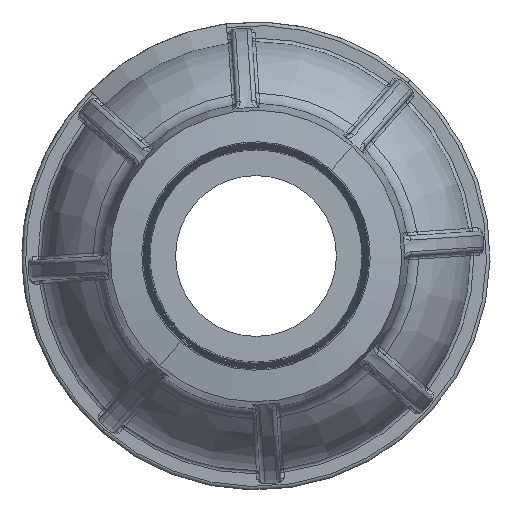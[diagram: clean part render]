
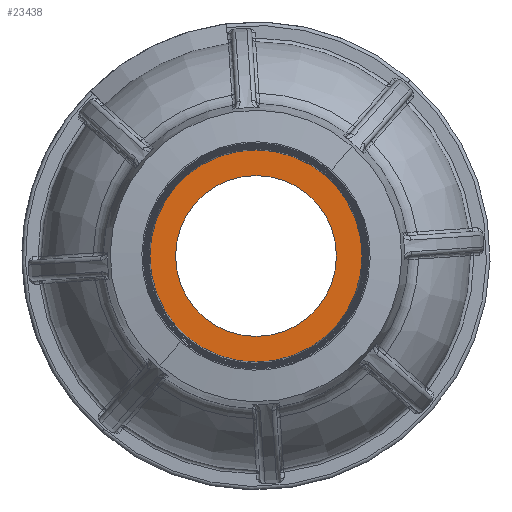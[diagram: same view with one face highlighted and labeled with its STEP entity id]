
A CAD part, left-side view. The second image highlights one B-rep face of the part: STEP entity #23438.
In plain terms, the highlighted planar face has unit normal (1, 0, 0).
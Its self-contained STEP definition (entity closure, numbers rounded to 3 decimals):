
#8949 = PLANE ( 'NONE',  #44622 ) ;
#8950 = CARTESIAN_POINT ( 'NONE',  ( 0., -123.578, 0. ) ) ;
#8951 = DIRECTION ( 'NONE',  ( -1., 0., 0. ) ) ;
#8952 = DIRECTION ( 'NONE',  ( 0., 0., -1. ) ) ;
#13791 = ORIENTED_EDGE ( 'NONE', *, *, #49700, .F. ) ;
#13792 = ORIENTED_EDGE ( 'NONE', *, *, #22140, .F. ) ;
#13793 = ORIENTED_EDGE ( 'NONE', *, *, #16936, .T. ) ;
#13794 = ORIENTED_EDGE ( 'NONE', *, *, #49415, .T. ) ;
#16672 = FACE_OUTER_BOUND ( 'NONE', #35970, .T. ) ;
#16673 = FACE_BOUND ( 'NONE', #35971, .T. ) ;
#16936 = EDGE_CURVE ( 'NONE', #48219, #48218, #26535, .T. ) ;
#22140 = EDGE_CURVE ( 'NONE', #47935, #47936, #44577, .T. ) ;
#23438 = ADVANCED_FACE ( 'NONE', ( #16672, #16673 ), #8949, .F. ) ;
#26534 = AXIS2_PLACEMENT_3D ( 'NONE', #38174, #38175, #38176 ) ;
#26535 = CIRCLE ( 'NONE', #26534, 9. ) ;
#27179 = CIRCLE ( 'NONE', #27183, 9. ) ;
#27183 = AXIS2_PLACEMENT_3D ( 'NONE', #32000, #32001, #32002 ) ;
#27333 = CIRCLE ( 'NONE', #27335, 11.875 ) ;
#27335 = AXIS2_PLACEMENT_3D ( 'NONE', #36776, #36777, #36778 ) ;
#29442 = CARTESIAN_POINT ( 'NONE',  ( 0., -111.703, 11.875 ) ) ;
#29443 = CARTESIAN_POINT ( 'NONE',  ( 0., -111.703, -11.875 ) ) ;
#29649 = CARTESIAN_POINT ( 'NONE',  ( 0., -111.703, 9. ) ) ;
#29650 = CARTESIAN_POINT ( 'NONE',  ( 0., -111.703, -9. ) ) ;
#32000 = CARTESIAN_POINT ( 'NONE',  ( 0., -111.703, 0. ) ) ;
#32001 = DIRECTION ( 'NONE',  ( -1., 0., 0. ) ) ;
#32002 = DIRECTION ( 'NONE',  ( 0., 0., -1. ) ) ;
#35970 = EDGE_LOOP ( 'NONE', ( #13791, #13792 ) ) ;
#35971 = EDGE_LOOP ( 'NONE', ( #13793, #13794 ) ) ;
#36776 = CARTESIAN_POINT ( 'NONE',  ( 0., -111.703, 0. ) ) ;
#36777 = DIRECTION ( 'NONE',  ( -1., 0., 0. ) ) ;
#36778 = DIRECTION ( 'NONE',  ( 0., 0., -1. ) ) ;
#38174 = CARTESIAN_POINT ( 'NONE',  ( 0., -111.703, 0. ) ) ;
#38175 = DIRECTION ( 'NONE',  ( -1., 0., 0. ) ) ;
#38176 = DIRECTION ( 'NONE',  ( 0., 0., -1. ) ) ;
#44180 = CARTESIAN_POINT ( 'NONE',  ( 0., -111.703, 0. ) ) ;
#44181 = DIRECTION ( 'NONE',  ( -1., 0., 0. ) ) ;
#44182 = DIRECTION ( 'NONE',  ( 0., 0., -1. ) ) ;
#44577 = CIRCLE ( 'NONE', #44578, 11.875 ) ;
#44578 = AXIS2_PLACEMENT_3D ( 'NONE', #44180, #44181, #44182 ) ;
#44622 = AXIS2_PLACEMENT_3D ( 'NONE', #8950, #8951, #8952 ) ;
#47935 = VERTEX_POINT ( 'NONE', #29442 ) ;
#47936 = VERTEX_POINT ( 'NONE', #29443 ) ;
#48218 = VERTEX_POINT ( 'NONE', #29649 ) ;
#48219 = VERTEX_POINT ( 'NONE', #29650 ) ;
#49415 = EDGE_CURVE ( 'NONE', #48218, #48219, #27179, .T. ) ;
#49700 = EDGE_CURVE ( 'NONE', #47936, #47935, #27333, .T. ) ;
